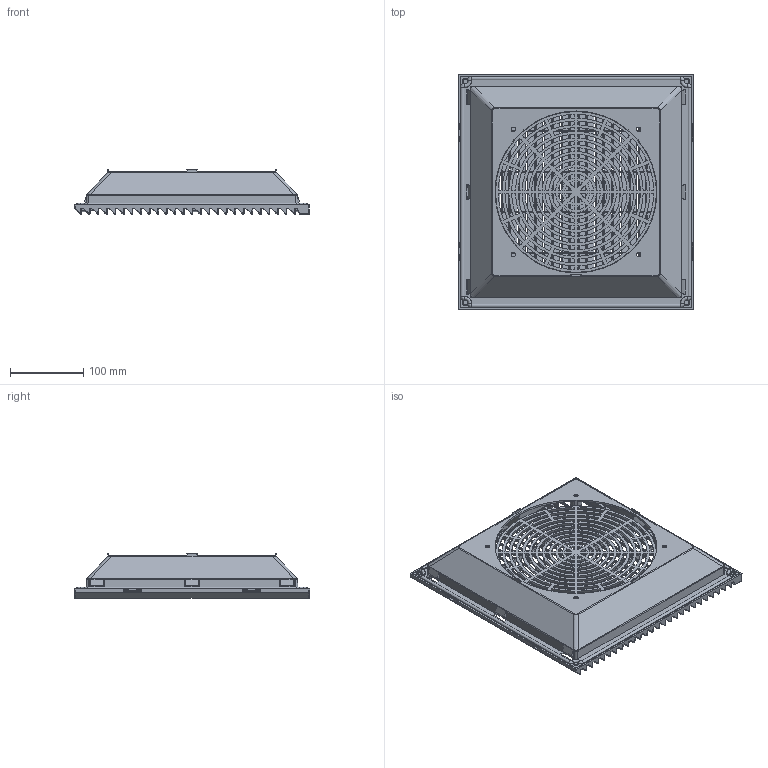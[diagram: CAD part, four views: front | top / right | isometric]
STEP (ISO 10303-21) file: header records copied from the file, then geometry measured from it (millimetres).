
FILE_DESCRIPTION (( 'STEP AP203' ), '1' );
FILE_NAME ('LFG225.stp', '2021-01-14T21:40:19', ( '' ), ( '' ), 'SwSTEP 2.0', 'SolidWorks 2018', '' );
FILE_SCHEMA (( 'CONFIG_CONTROL_DESIGN' ));
Products named in the file (1): LFG225
Bounding box: 321.7 x 321.7 x 61.1 mm (x, y, z)
Volume: 665733.2 mm3; surface area: 614105.2 mm2
Topology: 3 solids, 3 shells, 3019 faces, 8959 edges, 5600 vertices
Faces by surface type: plane 1529, cylinder 918, cone 268, bspline 122, torus 122, sphere 60
Entity records: 125600 total; most frequent: CARTESIAN_POINT 49416, ORIENTED_EDGE 17916, DIRECTION 13498, EDGE_CURVE 8958, VERTEX_POINT 5600, LINE 4552, VECTOR 4552, AXIS2_PLACEMENT_3D 4473
